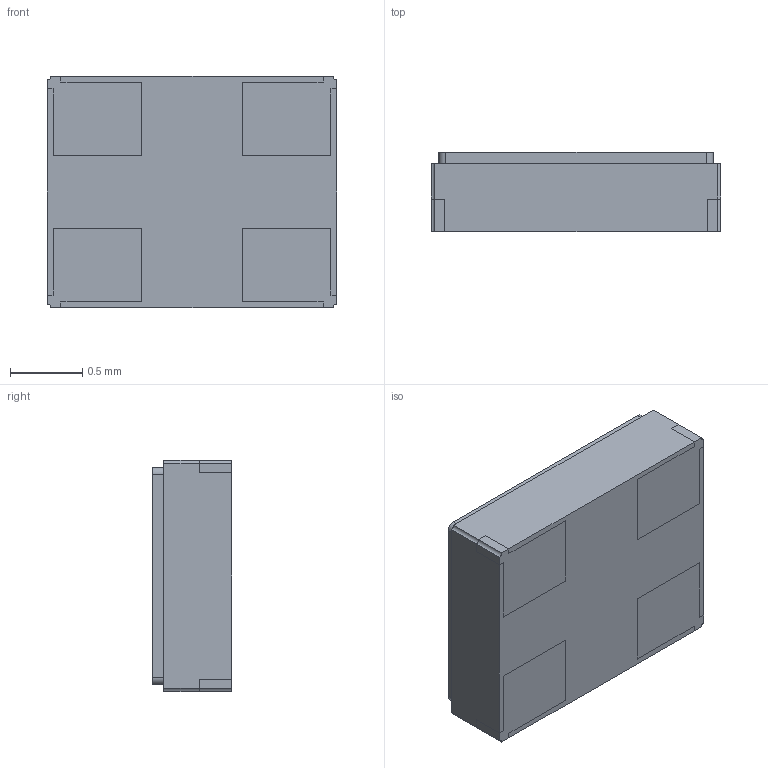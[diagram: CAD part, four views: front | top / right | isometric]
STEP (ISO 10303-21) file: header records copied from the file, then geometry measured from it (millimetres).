
FILE_DESCRIPTION (( 'STEP AP214' ), '1' );
FILE_NAME ('ECX-1637.STEP', '2017-12-11T19:00:02', ( '' ), ( '' ), 'SwSTEP 2.0', 'SolidWorks 2016', '' );
FILE_SCHEMA (( 'AUTOMOTIVE_DESIGN' ));
Length unit declared in the file: millimetre
Products named in the file (1): ECX-1637
Bounding box: 2 x 0.55 x 1.6 mm (x, y, z)
Volume: 1.7 mm3; surface area: 16.8 mm2
Topology: 5 solids, 5 shells, 91 faces, 240 edges, 160 vertices
Faces by surface type: plane 79, cylinder 12
Entity records: 3541 total; most frequent: CARTESIAN_POINT 492, ORIENTED_EDGE 480, DIRECTION 448, EDGE_CURVE 240, VECTOR 216, LINE 216, VERTEX_POINT 160, AXIS2_PLACEMENT_3D 116
